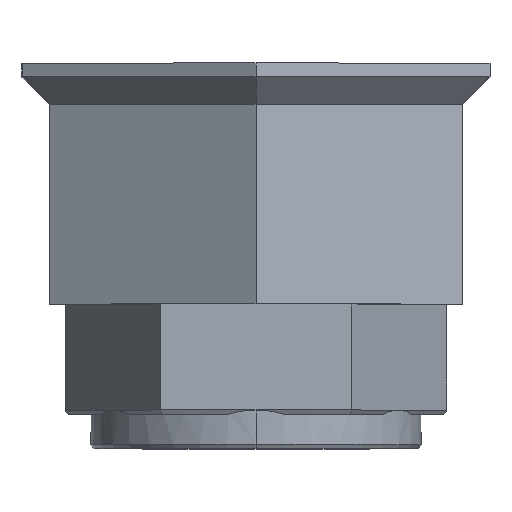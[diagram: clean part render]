
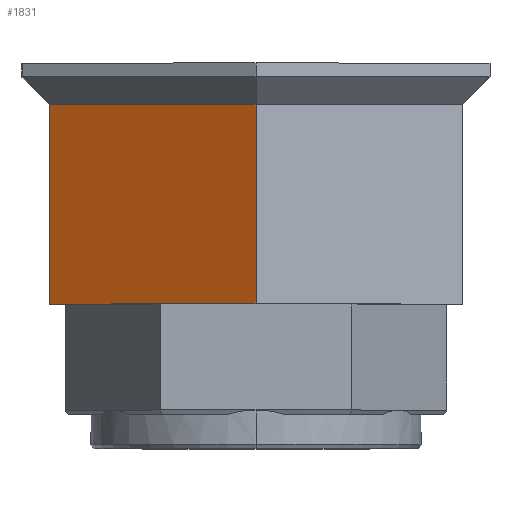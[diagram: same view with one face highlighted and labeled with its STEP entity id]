
A CAD part, top view. The second image highlights one B-rep face of the part: STEP entity #1831.
In plain terms, the highlighted planar face has unit normal (-0.5, 0, 0.866).
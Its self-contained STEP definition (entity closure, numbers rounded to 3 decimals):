
#13 = VERTEX_POINT ( 'NONE', #115 ) ;
#115 = CARTESIAN_POINT ( 'NONE',  ( -15., 25., 8.66 ) ) ;
#118 = PLANE ( 'NONE',  #1648 ) ;
#172 = DIRECTION ( 'NONE',  ( 0., -1., 0. ) ) ;
#173 = EDGE_CURVE ( 'NONE', #13, #1292, #1099, .T. ) ;
#196 = CARTESIAN_POINT ( 'NONE',  ( -15., 10.5, 8.66 ) ) ;
#290 = DIRECTION ( 'NONE',  ( 0., -1., 0. ) ) ;
#321 = EDGE_CURVE ( 'NONE', #1292, #2164, #1568, .T. ) ;
#527 = LINE ( 'NONE', #1986, #1579 ) ;
#539 = ORIENTED_EDGE ( 'NONE', *, *, #173, .F. ) ;
#665 = DIRECTION ( 'NONE',  ( 0.5, 0., -0.866 ) ) ;
#673 = EDGE_CURVE ( 'NONE', #2164, #1268, #527, .T. ) ;
#896 = CARTESIAN_POINT ( 'NONE',  ( -15., 28., 8.66 ) ) ;
#1099 = LINE ( 'NONE', #1825, #1772 ) ;
#1199 = VECTOR ( 'NONE', #290, 1000. ) ;
#1223 = DIRECTION ( 'NONE',  ( -0.866, 0., -0.5 ) ) ;
#1264 = CARTESIAN_POINT ( 'NONE',  ( 0., 25., 17.321 ) ) ;
#1268 = VERTEX_POINT ( 'NONE', #196 ) ;
#1292 = VERTEX_POINT ( 'NONE', #1264 ) ;
#1295 = EDGE_LOOP ( 'NONE', ( #1881, #1706, #539, #1658 ) ) ;
#1380 = CARTESIAN_POINT ( 'NONE',  ( 0., 28., 17.321 ) ) ;
#1386 = DIRECTION ( 'NONE',  ( -0.866, 0., -0.5 ) ) ;
#1493 = DIRECTION ( 'NONE',  ( 0.866, 0., 0.5 ) ) ;
#1568 = LINE ( 'NONE', #1380, #1199 ) ;
#1579 = VECTOR ( 'NONE', #1223, 1000. ) ;
#1648 = AXIS2_PLACEMENT_3D ( 'NONE', #1950, #665, #1386 ) ;
#1658 = ORIENTED_EDGE ( 'NONE', *, *, #1875, .T. ) ;
#1706 = ORIENTED_EDGE ( 'NONE', *, *, #321, .F. ) ;
#1718 = FACE_OUTER_BOUND ( 'NONE', #1295, .T. ) ;
#1762 = CARTESIAN_POINT ( 'NONE',  ( 0., 10.5, 17.321 ) ) ;
#1772 = VECTOR ( 'NONE', #1493, 1000. ) ;
#1801 = LINE ( 'NONE', #896, #2336 ) ;
#1825 = CARTESIAN_POINT ( 'NONE',  ( -15., 25., 8.66 ) ) ;
#1831 = ADVANCED_FACE ( 'NONE', ( #1718 ), #118, .F. ) ;
#1875 = EDGE_CURVE ( 'NONE', #13, #1268, #1801, .T. ) ;
#1881 = ORIENTED_EDGE ( 'NONE', *, *, #673, .F. ) ;
#1950 = CARTESIAN_POINT ( 'NONE',  ( -15., 28., 8.66 ) ) ;
#1986 = CARTESIAN_POINT ( 'NONE',  ( -15., 10.5, 8.66 ) ) ;
#2164 = VERTEX_POINT ( 'NONE', #1762 ) ;
#2336 = VECTOR ( 'NONE', #172, 1000. ) ;
